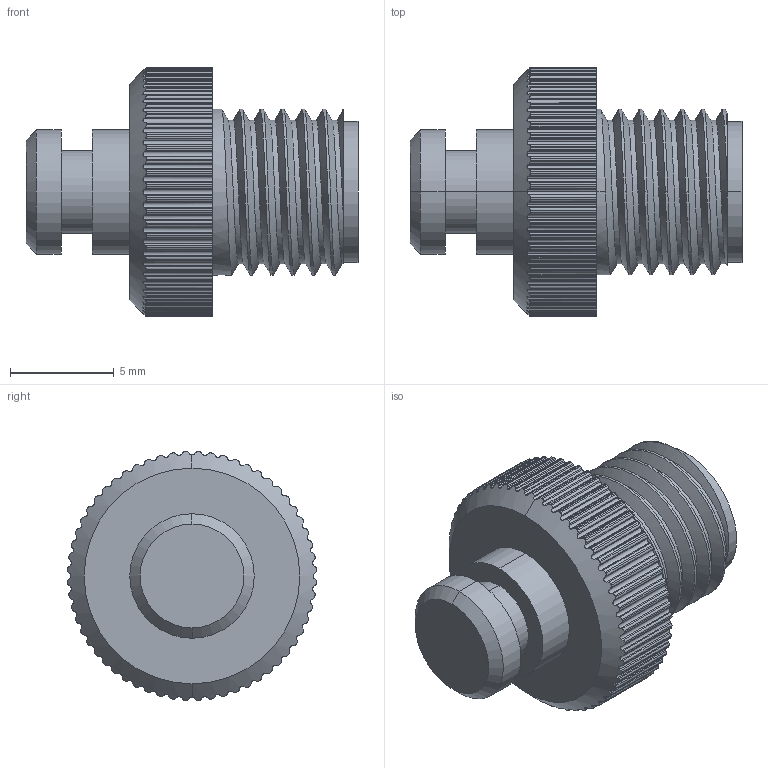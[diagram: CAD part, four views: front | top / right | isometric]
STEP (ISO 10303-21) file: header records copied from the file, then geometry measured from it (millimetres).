
FILE_DESCRIPTION (( 'STEP AP203' ), '1' );
FILE_NAME ('P58(母）.STEP', '2020-03-30T08:14:47', ( 'edpusr' ), ( 'Microsoft' ), 'SwSTEP 2.0', 'SolidWorks 2015', '' );
FILE_SCHEMA (( 'CONFIG_CONTROL_DESIGN' ));
Length unit declared in the file: millimetre
Products named in the file (1): P58(譫ㄘ
Bounding box: 16 x 11.99 x 11.99 mm (x, y, z)
Volume: 576.2 mm3; surface area: 915.1 mm2
Topology: 1 solids, 1 shells, 437 faces, 1280 edges, 851 vertices
Faces by surface type: cylinder 299, plane 131, cone 4, bspline 3
Entity records: 17741 total; most frequent: CARTESIAN_POINT 6474, ORIENTED_EDGE 2560, DIRECTION 2143, EDGE_CURVE 1280, VERTEX_POINT 851, AXIS2_PLACEMENT_3D 798, LINE 547, VECTOR 547
